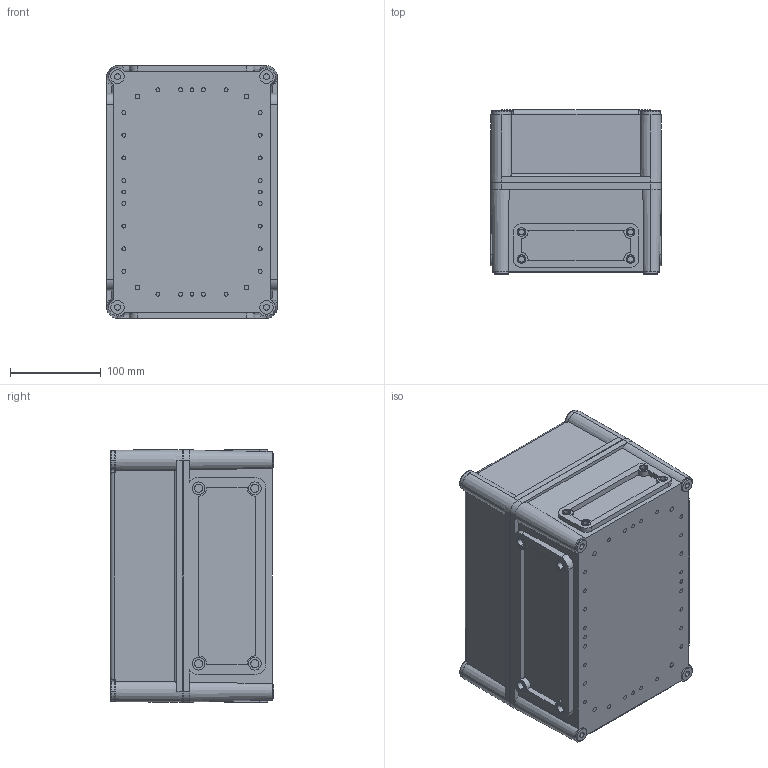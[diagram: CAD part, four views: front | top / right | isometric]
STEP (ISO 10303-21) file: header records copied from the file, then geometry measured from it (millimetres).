
FILE_DESCRIPTION (( 'STEP AP214' ), '1' );
FILE_NAME ('FIBOX_EKJB_180G_2538016.STEP', '2022-12-19T10:57:26', ( 'fiboxadmin' ), ( '' ), 'SwSTEP 2.0', 'SolidWorks 2021', '' );
FILE_SCHEMA (( 'AUTOMOTIVE_DESIGN' ));
Length unit declared in the file: millimetre
Products named in the file (4): Fibox_EKJB_280x190x100_B; FIBOX_EKJB_180G_2538016; SS 10563 long Cross head screw; FIBOX_EKJ80C
Assembly tree (6 placements, depth 2):
  FIBOX_EKJB_180G_2538016
    Fibox_EKJB_280x190x100_B
    FIBOX_EKJ80C
    SS 10563 long Cross head screw  x4
Bounding box: 189 x 180.5 x 279 mm (x, y, z)
Volume: 1097131.6 mm3; surface area: 577551.6 mm2
Topology: 6 solids, 6 shells, 1232 faces, 3125 edges, 2017 vertices
Faces by surface type: plane 605, cylinder 456, cone 105, bspline 56, torus 10
Entity records: 29272 total; most frequent: CARTESIAN_POINT 6562, DIRECTION 4615, ORIENTED_EDGE 4378, EDGE_CURVE 2189, AXIS2_PLACEMENT_3D 1769, VERTEX_POINT 1432, LINE 1077, VECTOR 1077
